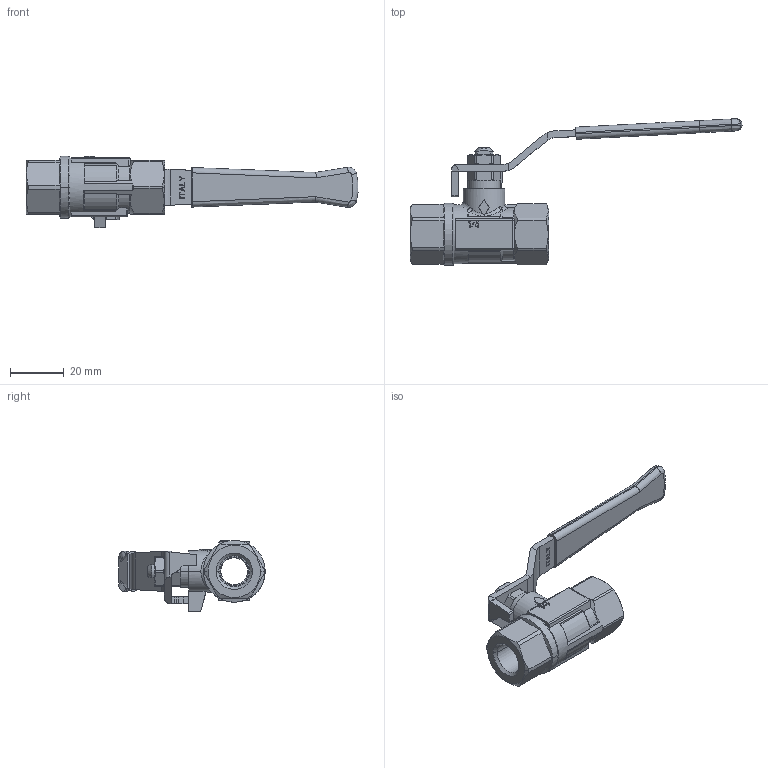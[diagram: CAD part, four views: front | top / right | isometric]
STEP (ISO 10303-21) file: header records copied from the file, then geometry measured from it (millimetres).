
FILE_DESCRIPTION(('Creo Elements/Direct Modeling STEP Export'),'2;1');
FILE_NAME('5980020000.stp','2021-05-26T11:44:42',(''),(''),'Creo Elements/Direct Modeling STEP processor for AP214 (Solid Model)','Creo Elements/Direct Modeling 20.1D 10-Oct-2020 (C) Parametric Technology GmbH','');
FILE_SCHEMA(('AUTOMOTIVE_DESIGN { 1 0 10303 214 1 1 1 1 }'));
Length unit declared in the file: millimetre
Products named in the file (2): 5980020000
Assembly tree (1 placements, depth 2):
  5980020000
    5980020000
Bounding box: 123.37 x 54.44 x 26.5 mm (x, y, z)
Volume: 21985.7 mm3; surface area: 10888.1 mm2
Topology: 1 solids, 1 shells, 370 faces, 982 edges, 628 vertices
Faces by surface type: plane 184, cylinder 90, cone 59, bspline 21, torus 9, sphere 4, extrusion 3
Entity records: 23226 total; most frequent: CARTESIAN_POINT 12950, ORIENTED_EDGE 1952, DIRECTION 1472, EDGE_CURVE 976, VERTEX_POINT 628, VECTOR 494, LINE 491, AXIS2_PLACEMENT_3D 489
